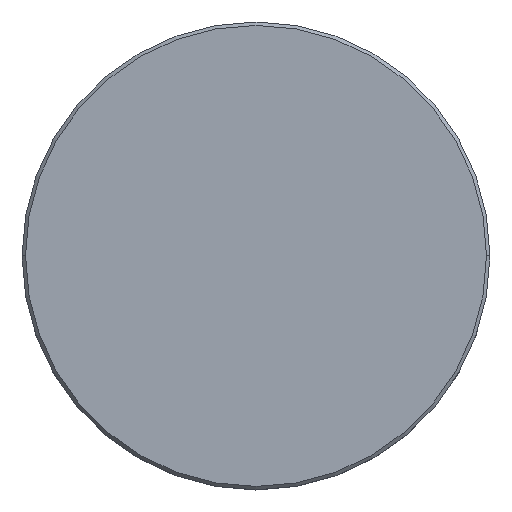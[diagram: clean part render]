
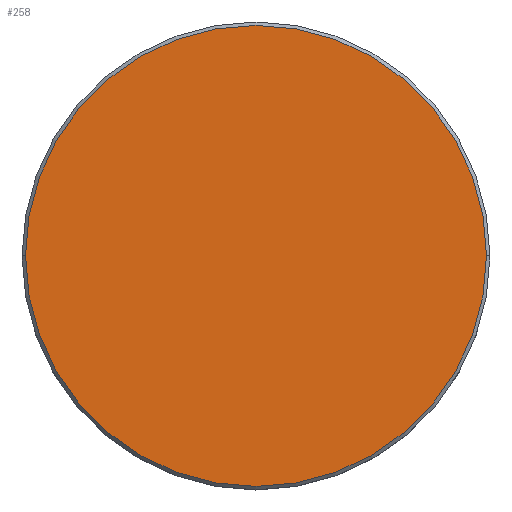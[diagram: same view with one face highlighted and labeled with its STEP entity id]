
A CAD part, top view. The second image highlights one B-rep face of the part: STEP entity #258.
In plain terms, the highlighted planar face has unit normal (0, 0, 1).
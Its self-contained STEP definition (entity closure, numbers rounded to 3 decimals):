
#2 = VERTEX_POINT ( 'NONE', #602 ) ;
#55 = VERTEX_POINT ( 'NONE', #143 ) ;
#116 = ORIENTED_EDGE ( 'NONE', *, *, #745, .T. ) ;
#130 = DIRECTION ( 'NONE',  ( 0., 0., 1. ) ) ;
#143 = CARTESIAN_POINT ( 'NONE',  ( -33.5, 0., 0. ) ) ;
#153 = AXIS2_PLACEMENT_3D ( 'NONE', #546, #632, #708 ) ;
#258 = ADVANCED_FACE ( 'NONE', ( #725 ), #336, .T. ) ;
#312 = CARTESIAN_POINT ( 'NONE',  ( 0., 0., 0. ) ) ;
#336 = PLANE ( 'NONE',  #735 ) ;
#370 = ORIENTED_EDGE ( 'NONE', *, *, #845, .T. ) ;
#407 = DIRECTION ( 'NONE',  ( 1., 0., 0. ) ) ;
#456 = DIRECTION ( 'NONE',  ( 1., 0., 0. ) ) ;
#489 = CARTESIAN_POINT ( 'NONE',  ( 0., 0., 0. ) ) ;
#546 = CARTESIAN_POINT ( 'NONE',  ( 0., 0., 0. ) ) ;
#580 = CIRCLE ( 'NONE', #153, 33.5 ) ;
#602 = CARTESIAN_POINT ( 'NONE',  ( 33.5, 0., 0. ) ) ;
#613 = AXIS2_PLACEMENT_3D ( 'NONE', #312, #130, #456 ) ;
#632 = DIRECTION ( 'NONE',  ( 0., 0., 1. ) ) ;
#708 = DIRECTION ( 'NONE',  ( 1., 0., 0. ) ) ;
#725 = FACE_OUTER_BOUND ( 'NONE', #982, .T. ) ;
#735 = AXIS2_PLACEMENT_3D ( 'NONE', #489, #806, #407 ) ;
#745 = EDGE_CURVE ( 'NONE', #55, #2, #580, .T. ) ;
#806 = DIRECTION ( 'NONE',  ( 0., 0., 1. ) ) ;
#845 = EDGE_CURVE ( 'NONE', #2, #55, #1055, .T. ) ;
#982 = EDGE_LOOP ( 'NONE', ( #116, #370 ) ) ;
#1055 = CIRCLE ( 'NONE', #613, 33.5 ) ;
